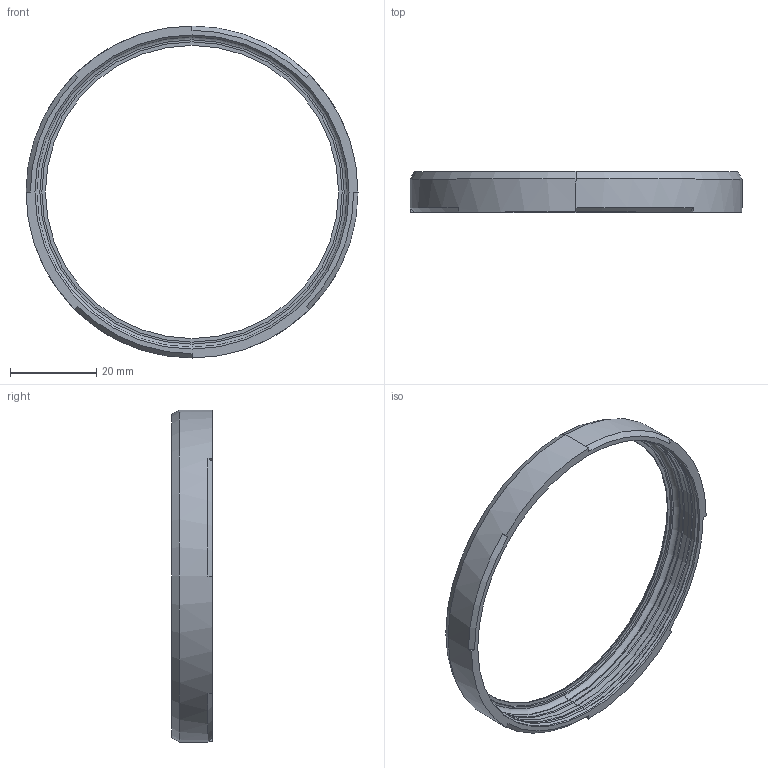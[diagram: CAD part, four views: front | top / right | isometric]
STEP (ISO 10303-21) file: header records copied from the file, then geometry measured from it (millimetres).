
FILE_DESCRIPTION (( 'STEP AP214' ), '1' );
FILE_NAME ('DrumpadFastener Ride 77.STEP', '2025-09-21T12:42:34', ( '' ), ( '' ), 'SwSTEP 2.0', 'SolidWorks 2024', '' );
FILE_SCHEMA (( 'AUTOMOTIVE_DESIGN' ));
Length unit declared in the file: millimetre
Products named in the file (1): DrumpadFastener Ride 77
Bounding box: 77 x 9.4 x 77 mm (x, y, z)
Volume: 5201.8 mm3; surface area: 6282.5 mm2
Topology: 1 solids, 1 shells, 54 faces, 118 edges, 68 vertices
Faces by surface type: cylinder 20, cone 20, plane 12, torus 2
Entity records: 1491 total; most frequent: DIRECTION 286, CARTESIAN_POINT 241, ORIENTED_EDGE 236, EDGE_CURVE 118, AXIS2_PLACEMENT_3D 113, VERTEX_POINT 68, LINE 60, VECTOR 60
